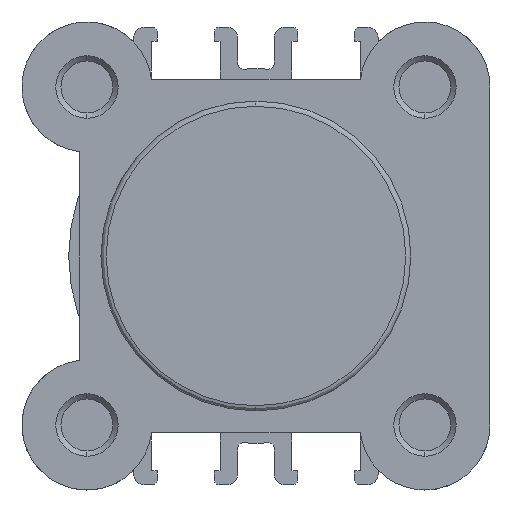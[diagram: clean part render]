
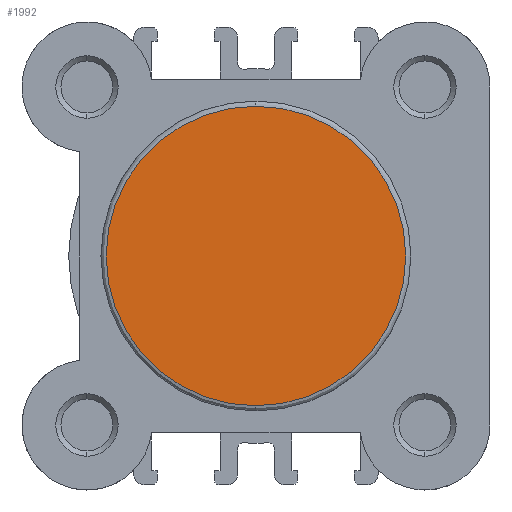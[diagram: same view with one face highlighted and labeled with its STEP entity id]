
A CAD part, left-side view. The second image highlights one B-rep face of the part: STEP entity #1992.
In plain terms, the highlighted planar face has unit normal (-1, 0, 0).
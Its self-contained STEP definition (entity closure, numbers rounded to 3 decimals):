
#1015 = EDGE_CURVE ( 'NONE', #7288, #7287, #4526, .T. ) ;
#1120 = EDGE_CURVE ( 'NONE', #7287, #7288, #4703, .T. ) ;
#1338 = AXIS2_PLACEMENT_3D ( 'NONE', #4058, #4059, #4060 ) ;
#1453 = AXIS2_PLACEMENT_3D ( 'NONE', #4429, #4443, #4445 ) ;
#1992 = ADVANCED_FACE ( 'NONE', ( #5385 ), #6556, .T. ) ;
#2494 = ORIENTED_EDGE ( 'NONE', *, *, #1120, .T. ) ;
#2498 = ORIENTED_EDGE ( 'NONE', *, *, #1015, .T. ) ;
#2570 = EDGE_LOOP ( 'NONE', ( #2498, #2494 ) ) ;
#4058 = CARTESIAN_POINT ( 'NONE',  ( 0., 0., 0. ) ) ;
#4059 = DIRECTION ( 'NONE',  ( -1., 0., 0. ) ) ;
#4060 = DIRECTION ( 'NONE',  ( 0., 0., 1. ) ) ;
#4429 = CARTESIAN_POINT ( 'NONE',  ( 0., 0., 0. ) ) ;
#4443 = DIRECTION ( 'NONE',  ( -1., 0., 0. ) ) ;
#4445 = DIRECTION ( 'NONE',  ( 0., 0., 1. ) ) ;
#4526 = CIRCLE ( 'NONE', #1338, 14.4 ) ;
#4703 = CIRCLE ( 'NONE', #1453, 14.4 ) ;
#5385 = FACE_OUTER_BOUND ( 'NONE', #2570, .T. ) ;
#6551 = CARTESIAN_POINT ( 'NONE',  ( 0., -14.9, 0. ) ) ;
#6556 = PLANE ( 'NONE',  #6815 ) ;
#6563 = DIRECTION ( 'NONE',  ( -1., 0., 0. ) ) ;
#6564 = DIRECTION ( 'NONE',  ( 0., 0., 1. ) ) ;
#6620 = CARTESIAN_POINT ( 'NONE',  ( 0., 0., -14.4 ) ) ;
#6621 = CARTESIAN_POINT ( 'NONE',  ( 0., 0., 14.4 ) ) ;
#6815 = AXIS2_PLACEMENT_3D ( 'NONE', #6551, #6563, #6564 ) ;
#7287 = VERTEX_POINT ( 'NONE', #6620 ) ;
#7288 = VERTEX_POINT ( 'NONE', #6621 ) ;
